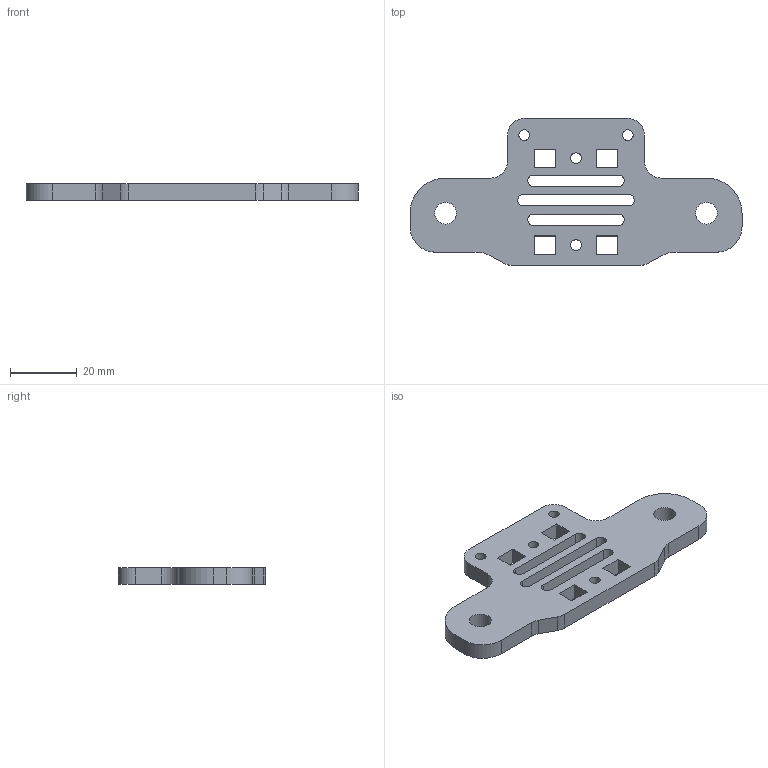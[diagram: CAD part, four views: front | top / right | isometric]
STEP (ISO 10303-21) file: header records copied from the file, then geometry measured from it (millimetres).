
FILE_DESCRIPTION(/* description */ (''),/* implementation_level */ '2;1');
FILE_NAME(/* name */ 'Rear_SlidePlate.step',/* time_stamp */ '2025-12-07T16:23:42+01:00',/* author */ (''),/* organization */ (''),/* preprocessor_version */ 'ST-DEVELOPER v20.1',/* originating_system */ 'Autodesk Translation Framework v14.21.0.0',/* authorisation */ '');
FILE_SCHEMA (('AUTOMOTIVE_DESIGN { 1 0 10303 214 3 1 1 }'));
Length unit declared in the file: millimetre
Products named in the file (1): Rear_SlidePlate
Bounding box: 99.3 x 44 x 5 mm (x, y, z)
Volume: 12522.6 mm3; surface area: 8156.2 mm2
Topology: 1 solids, 1 shells, 60 faces, 174 edges, 116 vertices
Faces by surface type: plane 36, cylinder 24
Full cylindrical faces by diameter (mm): 3.2 x4, 6.5 x2
Entity records: 2078 total; most frequent: CARTESIAN_POINT 351, ORIENTED_EDGE 348, DIRECTION 344, EDGE_CURVE 174, LINE 126, VECTOR 126, VERTEX_POINT 116, AXIS2_PLACEMENT_3D 109
